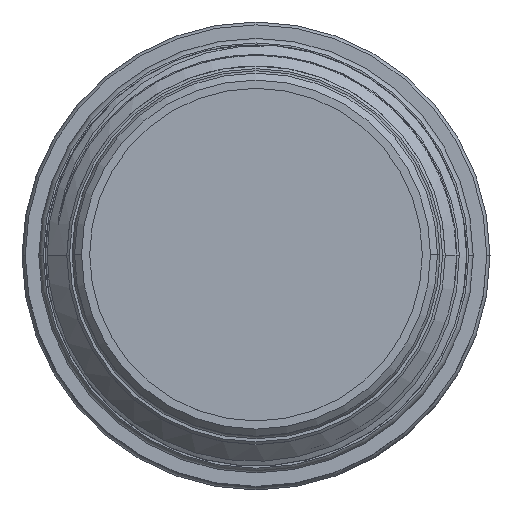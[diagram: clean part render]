
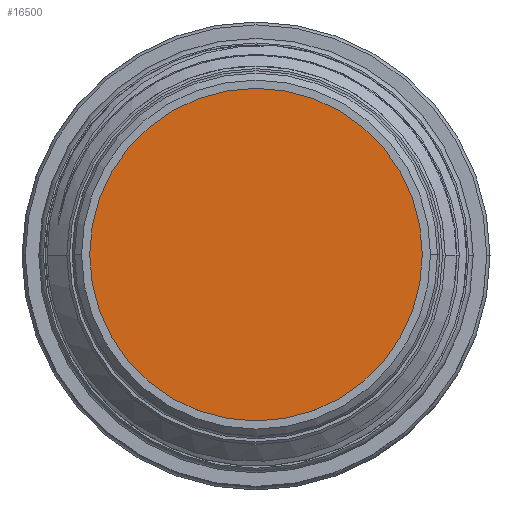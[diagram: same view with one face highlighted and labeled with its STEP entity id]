
A CAD part, top view. The second image highlights one B-rep face of the part: STEP entity #16500.
In plain terms, the highlighted planar face has unit normal (0, 0, 1).
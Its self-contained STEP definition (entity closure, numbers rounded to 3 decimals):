
#1015 = ORIENTED_EDGE ( 'NONE', *, *, #8114, .F. ) ;
#1127 = DIRECTION ( 'NONE',  ( 0., 0., -1. ) ) ;
#5499 = CARTESIAN_POINT ( 'NONE',  ( 0., 0., 103.016 ) ) ;
#8114 = EDGE_CURVE ( 'NONE', #12223, #11577, #9038, .T. ) ;
#9038 = CIRCLE ( 'NONE', #12483, 18.875 ) ;
#9251 = DIRECTION ( 'NONE',  ( 0., 0., -1. ) ) ;
#9679 = PLANE ( 'NONE',  #21262 ) ;
#9880 = DIRECTION ( 'NONE',  ( 1., 0., 0. ) ) ;
#10785 = CARTESIAN_POINT ( 'NONE',  ( -18.875, 0., 103.016 ) ) ;
#11577 = VERTEX_POINT ( 'NONE', #10785 ) ;
#12223 = VERTEX_POINT ( 'NONE', #16392 ) ;
#12483 = AXIS2_PLACEMENT_3D ( 'NONE', #5499, #1127, #29392 ) ;
#14844 = AXIS2_PLACEMENT_3D ( 'NONE', #21176, #9251, #25969 ) ;
#16392 = CARTESIAN_POINT ( 'NONE',  ( 18.875, 0., 103.016 ) ) ;
#16500 = ADVANCED_FACE ( 'NONE', ( #22604 ), #9679, .T. ) ;
#16896 = CARTESIAN_POINT ( 'NONE',  ( 19.487, 0., 103.016 ) ) ;
#17688 = EDGE_CURVE ( 'NONE', #11577, #12223, #24802, .T. ) ;
#21176 = CARTESIAN_POINT ( 'NONE',  ( 0., 0., 103.016 ) ) ;
#21262 = AXIS2_PLACEMENT_3D ( 'NONE', #16896, #21812, #9880 ) ;
#21623 = ORIENTED_EDGE ( 'NONE', *, *, #17688, .F. ) ;
#21812 = DIRECTION ( 'NONE',  ( 0., 0., 1. ) ) ;
#22604 = FACE_OUTER_BOUND ( 'NONE', #23320, .T. ) ;
#23320 = EDGE_LOOP ( 'NONE', ( #1015, #21623 ) ) ;
#24802 = CIRCLE ( 'NONE', #14844, 18.875 ) ;
#25969 = DIRECTION ( 'NONE',  ( 1., 0., 0. ) ) ;
#29392 = DIRECTION ( 'NONE',  ( 1., 0., 0. ) ) ;
